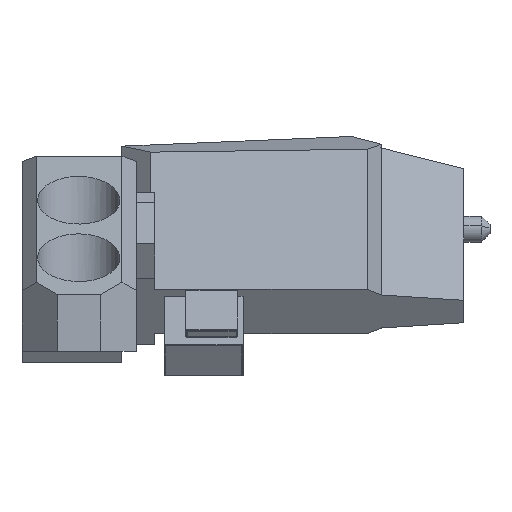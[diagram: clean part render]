
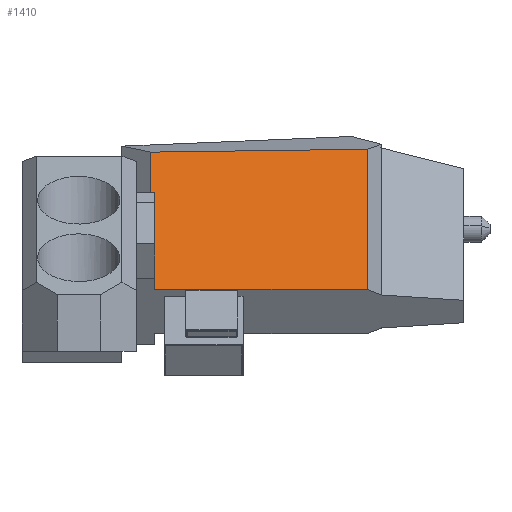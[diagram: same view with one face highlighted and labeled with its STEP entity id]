
A CAD part, front view. The second image highlights one B-rep face of the part: STEP entity #1410.
In plain terms, the highlighted face is planar.
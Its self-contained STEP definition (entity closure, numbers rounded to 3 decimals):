
#66 = CARTESIAN_POINT ( 'NONE',  ( 12., -3.501, 0.713 ) ) ;
#121 = DIRECTION ( 'NONE',  ( 1., 0., 0. ) ) ;
#131 = DIRECTION ( 'NONE',  ( 0., 1., 0.014 ) ) ;
#145 = VECTOR ( 'NONE', #3310, 1000. ) ;
#149 = ORIENTED_EDGE ( 'NONE', *, *, #950, .F. ) ;
#321 = VERTEX_POINT ( 'NONE', #4435 ) ;
#395 = CARTESIAN_POINT ( 'NONE',  ( 12., 15., 11. ) ) ;
#444 = FACE_OUTER_BOUND ( 'NONE', #1323, .T. ) ;
#464 = CARTESIAN_POINT ( 'NONE',  ( 12., 0., 0. ) ) ;
#567 = VECTOR ( 'NONE', #1130, 1000. ) ;
#843 = PLANE ( 'NONE',  #2614 ) ;
#950 = EDGE_CURVE ( 'NONE', #1625, #321, #1764, .T. ) ;
#1130 = DIRECTION ( 'NONE',  ( 0., 0., 1. ) ) ;
#1136 = VECTOR ( 'NONE', #2106, 1000. ) ;
#1155 = LINE ( 'NONE', #1922, #3094 ) ;
#1195 = ORIENTED_EDGE ( 'NONE', *, *, #3371, .T. ) ;
#1323 = EDGE_LOOP ( 'NONE', ( #149, #4447, #3737, #3703, #2682, #1195 ) ) ;
#1410 = ADVANCED_FACE ( 'NONE', ( #444 ), #843, .T. ) ;
#1493 = LINE ( 'NONE', #2555, #145 ) ;
#1612 = CARTESIAN_POINT ( 'NONE',  ( 12., 15., 4.1 ) ) ;
#1625 = VERTEX_POINT ( 'NONE', #3345 ) ;
#1764 = LINE ( 'NONE', #2415, #1136 ) ;
#1790 = CARTESIAN_POINT ( 'NONE',  ( 12., 0., 0. ) ) ;
#1922 = CARTESIAN_POINT ( 'NONE',  ( 12., 8.65, 4.1 ) ) ;
#1927 = VERTEX_POINT ( 'NONE', #2100 ) ;
#2016 = VERTEX_POINT ( 'NONE', #1612 ) ;
#2095 = CARTESIAN_POINT ( 'NONE',  ( 12., 0., 11. ) ) ;
#2100 = CARTESIAN_POINT ( 'NONE',  ( 12., 0., 0.761 ) ) ;
#2106 = DIRECTION ( 'NONE',  ( 0., 0., -1. ) ) ;
#2115 = LINE ( 'NONE', #1790, #2192 ) ;
#2192 = VECTOR ( 'NONE', #2795, 1000. ) ;
#2229 = DIRECTION ( 'NONE',  ( 0., 1., 0. ) ) ;
#2265 = VERTEX_POINT ( 'NONE', #2095 ) ;
#2408 = EDGE_CURVE ( 'NONE', #1625, #2016, #1155, .T. ) ;
#2415 = CARTESIAN_POINT ( 'NONE',  ( 12., 15.3, 2.75 ) ) ;
#2460 = EDGE_CURVE ( 'NONE', #2265, #2916, #1493, .T. ) ;
#2551 = LINE ( 'NONE', #66, #3578 ) ;
#2555 = CARTESIAN_POINT ( 'NONE',  ( 12., 0., 11. ) ) ;
#2614 = AXIS2_PLACEMENT_3D ( 'NONE', #464, #121, #2229 ) ;
#2682 = ORIENTED_EDGE ( 'NONE', *, *, #2848, .F. ) ;
#2795 = DIRECTION ( 'NONE',  ( 0., 0., 1. ) ) ;
#2848 = EDGE_CURVE ( 'NONE', #1927, #2265, #2115, .T. ) ;
#2893 = LINE ( 'NONE', #3974, #567 ) ;
#2916 = VERTEX_POINT ( 'NONE', #395 ) ;
#3094 = VECTOR ( 'NONE', #4316, 1000. ) ;
#3310 = DIRECTION ( 'NONE',  ( 0., 1., 0. ) ) ;
#3345 = CARTESIAN_POINT ( 'NONE',  ( 12., 15.3, 4.1 ) ) ;
#3371 = EDGE_CURVE ( 'NONE', #1927, #321, #2551, .T. ) ;
#3388 = EDGE_CURVE ( 'NONE', #2016, #2916, #2893, .T. ) ;
#3578 = VECTOR ( 'NONE', #131, 1000. ) ;
#3703 = ORIENTED_EDGE ( 'NONE', *, *, #2460, .F. ) ;
#3737 = ORIENTED_EDGE ( 'NONE', *, *, #3388, .T. ) ;
#3974 = CARTESIAN_POINT ( 'NONE',  ( 12., 15., 0. ) ) ;
#4316 = DIRECTION ( 'NONE',  ( 0., -1., 0. ) ) ;
#4435 = CARTESIAN_POINT ( 'NONE',  ( 12., 15.3, 0.972 ) ) ;
#4447 = ORIENTED_EDGE ( 'NONE', *, *, #2408, .T. ) ;
